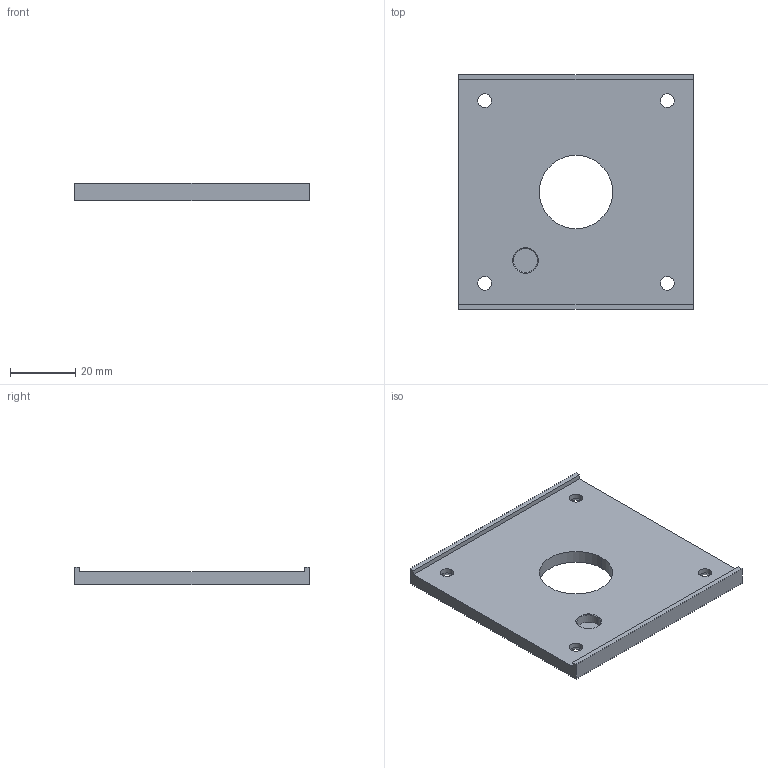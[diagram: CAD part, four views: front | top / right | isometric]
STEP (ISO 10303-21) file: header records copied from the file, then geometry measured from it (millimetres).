
FILE_DESCRIPTION((''),'2;1');
FILE_NAME('PRT0001','2021-03-22T15:55:53',('SESA285252'),('Schneider-Electric'),'CREO PARAMETRIC BY PTC INC, 2019471','CREO PARAMETRIC BY PTC INC, 2019471','');
FILE_SCHEMA(('AP242_MANAGED_MODEL_BASED_3D_ENGINEERING_MIM_LF { 1 0 10303 442 1 1 4 }'));
Length unit declared in the file: millimetre
Products named in the file (1): PRT0001
Bounding box: 72 x 72 x 5.5 mm (x, y, z)
Volume: 18908.4 mm3; surface area: 11571.3 mm2
Topology: 1 solids, 1 shells, 33 faces, 80 edges, 50 vertices
Faces by surface type: cylinder 12, plane 11, cone 10
Entity records: 28887 total; most frequent: CARTESIAN_POINT 27107, POLYLINE 472, DIRECTION 256, ORIENTED_EDGE 160, AXIS2_PLACEMENT_3D 102, EDGE_CURVE 80, VECTOR 52, LINE 52
